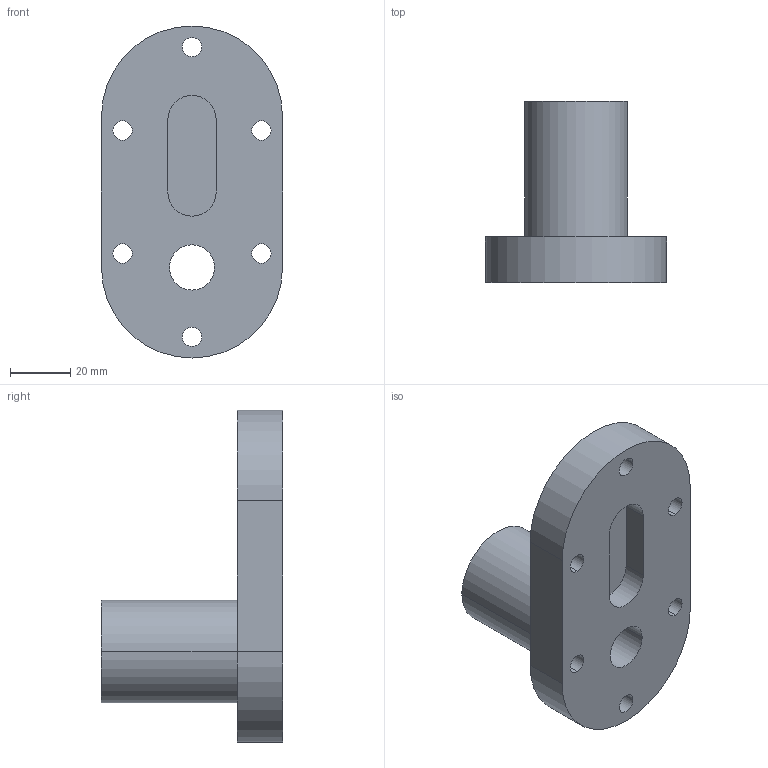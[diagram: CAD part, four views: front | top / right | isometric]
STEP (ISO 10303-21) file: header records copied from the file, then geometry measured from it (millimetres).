
FILE_DESCRIPTION((''),'2;1');
FILE_NAME('RYS_9_2','2018-03-08T22:32:58',('GKam'),(''),'CREO PARAMETRIC BY PTC INC, 2016510','CREO PARAMETRIC BY PTC INC, 2016510','');
FILE_SCHEMA(('AP242_MANAGED_MODEL_BASED_3D_ENGINEERING_MIM_LF { 1 0 10303 442 1 1 4 }'));
Length unit declared in the file: millimetre
Products named in the file (1): RYS_9_2
Bounding box: 60 x 60 x 110 mm (x, y, z)
Volume: 107608.4 mm3; surface area: 25944.5 mm2
Topology: 1 solids, 1 shells, 50 faces, 116 edges, 76 vertices
Faces by surface type: cylinder 34, plane 14, cone 2
Entity records: 2191 total; most frequent: DIRECTION 319, CARTESIAN_POINT 266, ORIENTED_EDGE 232, AXIS2_PLACEMENT_3D 132, EDGE_CURVE 116, VERTEX_POINT 76, EDGE_LOOP 72, PROPERTY_DEFINITION 71
